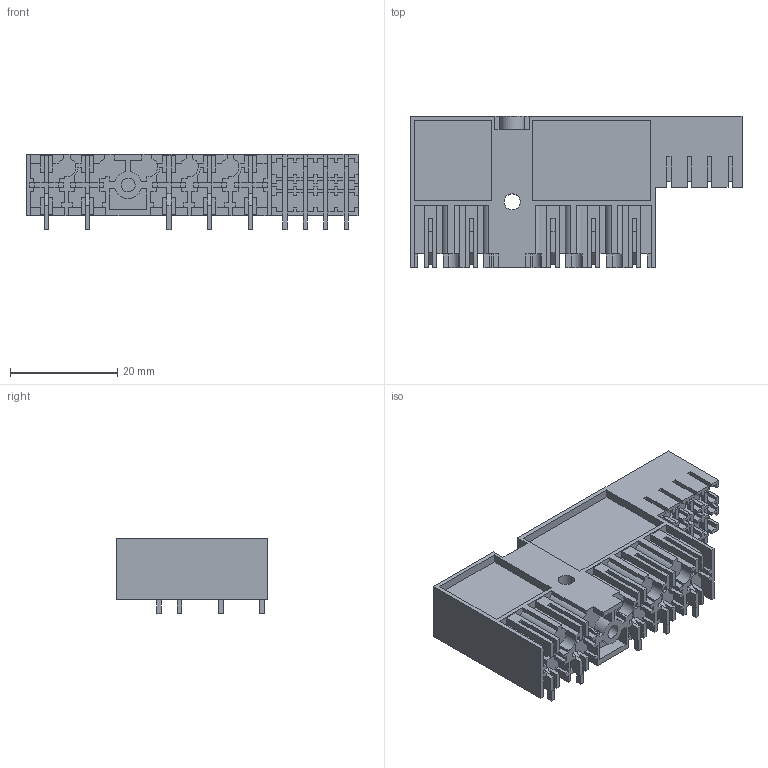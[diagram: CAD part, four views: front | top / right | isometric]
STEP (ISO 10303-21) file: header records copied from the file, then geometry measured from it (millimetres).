
FILE_DESCRIPTION(('CATIA V5 STEP Exchange','CAx-IF Rec.Pracs.--- Model Styling and Organization---1.5--- 2016-08-15','CAx-IF Rec.Pracs.---Supplemental Geometry---1.0---2011-11-01','CAx-IF Rec.Pracs.--- Composite Materials ---1.1---2010-07-15'),'2;1');
FILE_NAME ('171910-1_3', '2024-10-16T12:47:28+00:00', ('none'), ('Weidmueller'), 'CATIA Version 5-6 Release 2022 SP4 HF5', 'CATIA V5 STEP AP214 v3', 'none');
FILE_SCHEMA(('AUTOMOTIVE_DESIGN { 1 0 10303 214 1 1 1 1 }'));
Length unit declared in the file: millimetre
Products named in the file (1): 2529500000
Bounding box: 61.93 x 28.3 x 14 mm (x, y, z)
Volume: 9017.4 mm3; surface area: 12467.5 mm2
Topology: 1 solids, 1 shells, 1041 faces, 3062 edges, 2029 vertices
Faces by surface type: plane 986, cylinder 39, cone 16
Entity records: 32232 total; most frequent: ORIENTED_EDGE 6124, CARTESIAN_POINT 5783, DIRECTION 4063, EDGE_CURVE 3062, VECTOR 2920, LINE 2920, VERTEX_POINT 2029, EDGE_LOOP 1083
